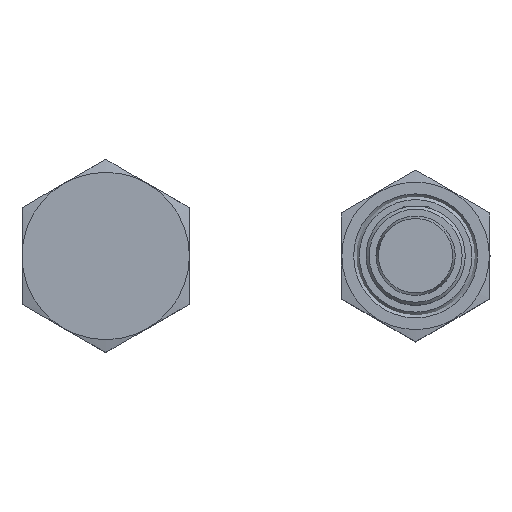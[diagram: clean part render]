
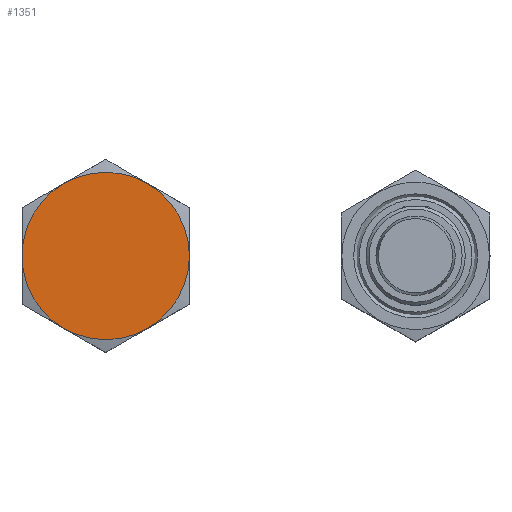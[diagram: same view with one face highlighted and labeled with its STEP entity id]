
A CAD part, top view. The second image highlights one B-rep face of the part: STEP entity #1351.
In plain terms, the highlighted planar face has unit normal (0, 0, 1).
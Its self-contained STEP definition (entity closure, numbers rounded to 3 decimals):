
#329=ORIENTED_EDGE('',*,*,#647,.F.);
#330=ORIENTED_EDGE('',*,*,#646,.F.);
#331=ORIENTED_EDGE('',*,*,#645,.F.);
#332=ORIENTED_EDGE('',*,*,#648,.F.);
#333=ORIENTED_EDGE('',*,*,#644,.F.);
#334=ORIENTED_EDGE('',*,*,#643,.F.);
#643=EDGE_CURVE('',#803,#805,#920,.T.);
#644=EDGE_CURVE('',#805,#807,#921,.T.);
#645=EDGE_CURVE('',#808,#799,#922,.T.);
#646=EDGE_CURVE('',#799,#801,#923,.T.);
#647=EDGE_CURVE('',#801,#803,#924,.T.);
#648=EDGE_CURVE('',#807,#808,#925,.T.);
#799=VERTEX_POINT('',#2108);
#801=VERTEX_POINT('',#2120);
#803=VERTEX_POINT('',#2132);
#805=VERTEX_POINT('',#2144);
#807=VERTEX_POINT('',#2156);
#808=VERTEX_POINT('',#2166);
#920=CIRCLE('',#1500,13.5);
#921=CIRCLE('',#1502,13.5);
#922=CIRCLE('',#1504,13.5);
#923=CIRCLE('',#1506,13.5);
#924=CIRCLE('',#1508,13.5);
#925=CIRCLE('',#1510,13.5);
#1003=EDGE_LOOP('',(#329,#330,#331,#332,#333,#334));
#1153=FACE_BOUND('',#1003,.T.);
#1296=PLANE('',#1509);
#1351=ADVANCED_FACE('',(#1153),#1296,.F.);
#1500=AXIS2_PLACEMENT_3D('',#2172,#1702,#1703);
#1502=AXIS2_PLACEMENT_3D('',#2174,#1706,#1707);
#1504=AXIS2_PLACEMENT_3D('',#2176,#1710,#1711);
#1506=AXIS2_PLACEMENT_3D('',#2178,#1714,#1715);
#1508=AXIS2_PLACEMENT_3D('',#2180,#1718,#1719);
#1509=AXIS2_PLACEMENT_3D('',#2181,#1720,#1721);
#1510=AXIS2_PLACEMENT_3D('',#2182,#1722,#1723);
#1702=DIRECTION('',(0.,0.,-1.));
#1703=DIRECTION('',(-1.,0.,0.));
#1706=DIRECTION('',(0.,0.,-1.));
#1707=DIRECTION('',(-1.,0.,0.));
#1710=DIRECTION('',(0.,0.,-1.));
#1711=DIRECTION('',(-1.,0.,0.));
#1714=DIRECTION('',(0.,0.,-1.));
#1715=DIRECTION('',(-1.,0.,0.));
#1718=DIRECTION('',(0.,0.,-1.));
#1719=DIRECTION('',(-1.,0.,0.));
#1720=DIRECTION('',(0.,0.,-1.));
#1721=DIRECTION('',(-1.,0.,0.));
#1722=DIRECTION('',(0.,0.,-1.));
#1723=DIRECTION('',(-1.,0.,0.));
#2108=CARTESIAN_POINT('',(-13.5,0.,6.));
#2120=CARTESIAN_POINT('',(-6.75,11.691,6.));
#2132=CARTESIAN_POINT('',(6.75,11.691,6.));
#2144=CARTESIAN_POINT('',(13.5,0.,6.));
#2156=CARTESIAN_POINT('',(6.75,-11.691,6.));
#2166=CARTESIAN_POINT('',(-6.75,-11.691,6.));
#2172=CARTESIAN_POINT('',(0.,0.,6.));
#2174=CARTESIAN_POINT('',(0.,0.,6.));
#2176=CARTESIAN_POINT('',(0.,0.,6.));
#2178=CARTESIAN_POINT('',(0.,0.,6.));
#2180=CARTESIAN_POINT('',(0.,0.,6.));
#2181=CARTESIAN_POINT('',(0.,0.,6.));
#2182=CARTESIAN_POINT('',(0.,0.,6.));
